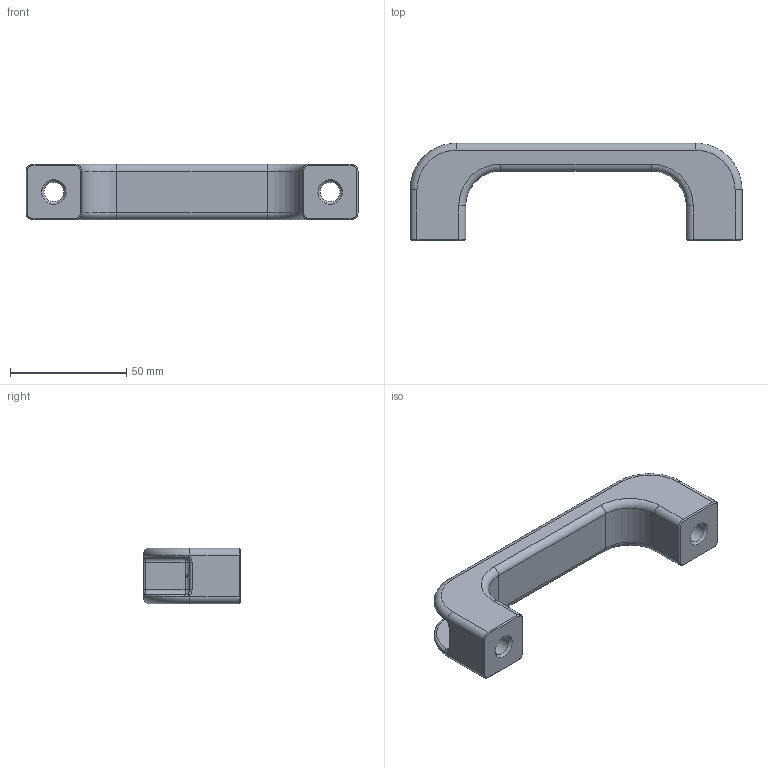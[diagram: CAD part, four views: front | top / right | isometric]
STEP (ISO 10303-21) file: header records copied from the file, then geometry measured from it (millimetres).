
FILE_DESCRIPTION(/* description */ ('STEP AP214'),/* implementation_level */ '2;1');
FILE_NAME(/* name */ '61b4e56a2d93f650181e98a8',/* time_stamp */ '2021-12-11T17:52:43+00:00',/* author */ (''),/* organization */ (''),/* preprocessor_version */ 'ST-DEVELOPER v18.1',/* originating_system */ ' ',/* authorisation */ ' ');
FILE_SCHEMA (('AUTOMOTIVE_DESIGN {1 0 10303 214 3 1 1}'));
Length unit declared in the file: metre
Products named in the file (1): Part 1
Bounding box: 143 x 42 x 24 mm (x, y, z)
Volume: 58286.7 mm3; surface area: 17359.6 mm2
Topology: 1 solids, 1 shells, 128 faces, 306 edges, 176 vertices
Faces by surface type: plane 46, cylinder 40, torus 20, cone 10, bspline 8, sphere 4
Full cylindrical faces by diameter (mm): 8.5 x2
Entity records: 3700 total; most frequent: CARTESIAN_POINT 735, DIRECTION 652, ORIENTED_EDGE 592, EDGE_CURVE 296, AXIS2_PLACEMENT_3D 251, VERTEX_POINT 174, LINE 150, VECTOR 150
